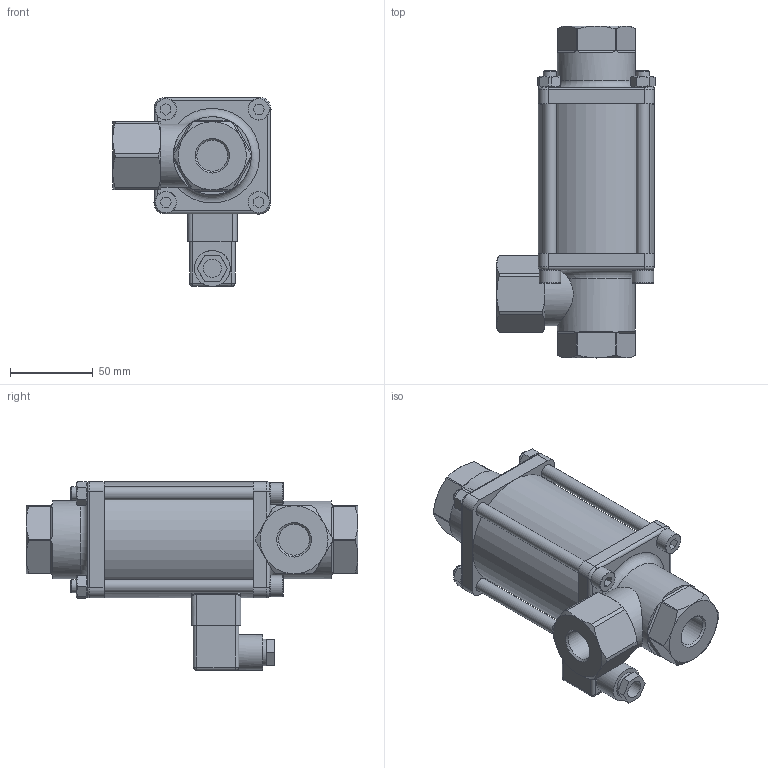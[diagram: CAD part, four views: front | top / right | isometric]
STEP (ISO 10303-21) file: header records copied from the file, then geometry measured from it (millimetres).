
FILE_DESCRIPTION(/* description */ (''),/* implementation_level */ '2;1');
FILE_NAME(/* name */ 'Typ 370 DN15 G12.stp',/* time_stamp */ '2016-10-13T14:26:54+02:00',/* author */ ('keikmeier'),/* organization */ (''),/* preprocessor_version */ 'ST-DEVELOPER v15.2',/* originating_system */ 'Autodesk Inventor 2014',/* authorisation */ '');
FILE_SCHEMA (('AUTOMOTIVE_DESIGN { 1 0 10303 214 3 1 1 }'));
Length unit declared in the file: millimetre
Products named in the file (1): Typ 370 DN15 G12
Bounding box: 95.51 x 200 x 113.7 mm (x, y, z)
Volume: 695806.5 mm3; surface area: 80279.9 mm2
Topology: 1 solids, 1 shells, 341 faces, 819 edges, 506 vertices
Faces by surface type: plane 198, cylinder 74, cone 50, torus 11, sphere 4, bspline 4
Full cylindrical faces by diameter (mm): 5.5 x1, 7.1 x1, 8 x8, 8.5 x8, 11 x1, 13 x4, 16 x1, 18.63 x2, 18.631 x1, 21.6 x1, 47 x2, 70 x1
Entity records: 9614 total; most frequent: CARTESIAN_POINT 2154, DIRECTION 1563, ORIENTED_EDGE 1478, EDGE_CURVE 739, AXIS2_PLACEMENT_3D 607, VERTEX_POINT 491, EDGE_LOOP 440, LINE 349
